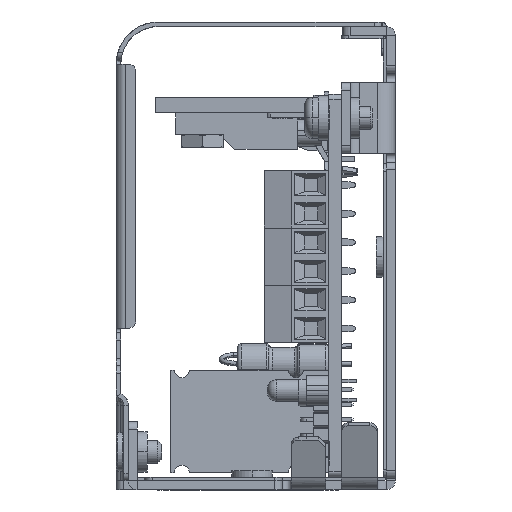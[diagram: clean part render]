
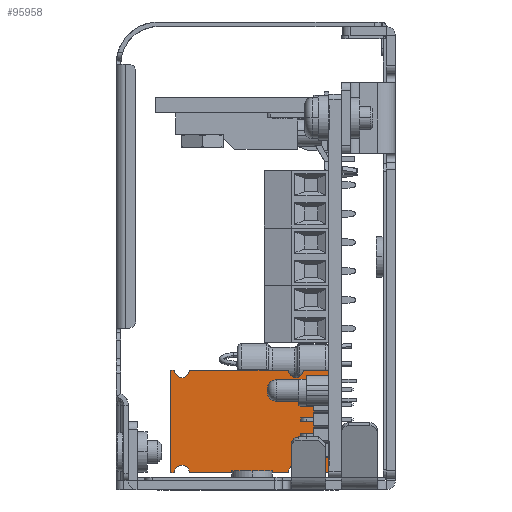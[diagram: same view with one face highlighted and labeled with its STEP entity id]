
A CAD part, left-side view. The second image highlights one B-rep face of the part: STEP entity #95958.
In plain terms, the highlighted planar face has unit normal (-1, 0, 0).
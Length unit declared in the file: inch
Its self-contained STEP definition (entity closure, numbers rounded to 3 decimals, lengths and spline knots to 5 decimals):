
#49 = DIRECTION ( 'NONE',  ( 0., 1., 0. ) ) ;
#207 = EDGE_CURVE ( 'NONE', #79297, #135409, #33653, .T. ) ;
#1240 = FACE_OUTER_BOUND ( 'NONE', #38708, .T. ) ;
#1417 = CARTESIAN_POINT ( 'NONE',  ( -0.97638, 0.51181, 0.57677 ) ) ;
#1468 = EDGE_CURVE ( 'NONE', #128593, #27723, #21522, .T. ) ;
#4736 = CARTESIAN_POINT ( 'NONE',  ( -0.97638, 0.43307, 0.04134 ) ) ;
#5334 = DIRECTION ( 'NONE',  ( 0., -1., 0. ) ) ;
#6000 = CARTESIAN_POINT ( 'NONE',  ( -0.97638, 0.29921, 0.04134 ) ) ;
#7322 = CARTESIAN_POINT ( 'NONE',  ( -0.97638, 0.29921, 0.57677 ) ) ;
#8895 = LINE ( 'NONE', #129370, #27204 ) ;
#9155 = LINE ( 'NONE', #46860, #113117 ) ;
#10708 = EDGE_CURVE ( 'NONE', #86775, #134792, #9155, .T. ) ;
#19337 = CARTESIAN_POINT ( 'NONE',  ( -0.97638, 1.1063, 0.04134 ) ) ;
#20171 = DIRECTION ( 'NONE',  ( 0., -1., 0. ) ) ;
#21522 = LINE ( 'NONE', #36366, #109391 ) ;
#22396 = AXIS2_PLACEMENT_3D ( 'NONE', #131963, #91033, #144184 ) ;
#24915 = ORIENTED_EDGE ( 'NONE', *, *, #207, .T. ) ;
#25336 = CARTESIAN_POINT ( 'NONE',  ( -0.97638, 1.02756, 0.57677 ) ) ;
#27160 = CARTESIAN_POINT ( 'NONE',  ( -0.97638, 0.51181, 0.57677 ) ) ;
#27204 = VECTOR ( 'NONE', #49151, 39.37008 ) ;
#27723 = VERTEX_POINT ( 'NONE', #111701 ) ;
#28679 = VERTEX_POINT ( 'NONE', #48616 ) ;
#33406 = CARTESIAN_POINT ( 'NONE',  ( -0.97638, 0.51181, 0.04134 ) ) ;
#33502 = AXIS2_PLACEMENT_3D ( 'NONE', #96260, #149377, #5334 ) ;
#33653 = CIRCLE ( 'NONE', #22396, 0.03937 ) ;
#33742 = DIRECTION ( 'NONE',  ( 0., 1., 0. ) ) ;
#36366 = CARTESIAN_POINT ( 'NONE',  ( -0.97638, 0.29921, 0.57677 ) ) ;
#37882 = CARTESIAN_POINT ( 'NONE',  ( -0.97638, 1.1063, 0.57677 ) ) ;
#38424 = ORIENTED_EDGE ( 'NONE', *, *, #112195, .T. ) ;
#38708 = EDGE_LOOP ( 'NONE', ( #40758, #88942, #130078, #53412, #97820, #87559, #126996, #24915, #68958, #38424, #108116, #79327 ) ) ;
#40758 = ORIENTED_EDGE ( 'NONE', *, *, #107142, .T. ) ;
#44949 = VERTEX_POINT ( 'NONE', #1417 ) ;
#46439 = EDGE_CURVE ( 'NONE', #98936, #54887, #114184, .T. ) ;
#46860 = CARTESIAN_POINT ( 'NONE',  ( -0.97638, 1.12598, 0.57677 ) ) ;
#47783 = DIRECTION ( 'NONE',  ( 0., 1., 0. ) ) ;
#48616 = CARTESIAN_POINT ( 'NONE',  ( -0.97638, 1.02756, 0.04134 ) ) ;
#49151 = DIRECTION ( 'NONE',  ( 0., -1., 0. ) ) ;
#53412 = ORIENTED_EDGE ( 'NONE', *, *, #10708, .T. ) ;
#54887 = VERTEX_POINT ( 'NONE', #37882 ) ;
#56884 = VERTEX_POINT ( 'NONE', #19337 ) ;
#59330 = DIRECTION ( 'NONE',  ( 0., 0., 1. ) ) ;
#60583 = DIRECTION ( 'NONE',  ( 0., 0., 1. ) ) ;
#61273 = EDGE_CURVE ( 'NONE', #54887, #86775, #79589, .T. ) ;
#61445 = AXIS2_PLACEMENT_3D ( 'NONE', #164695, #70590, #33742 ) ;
#68396 = LINE ( 'NONE', #145115, #76986 ) ;
#68958 = ORIENTED_EDGE ( 'NONE', *, *, #96621, .T. ) ;
#70590 = DIRECTION ( 'NONE',  ( 1., 0., 0. ) ) ;
#72067 = CARTESIAN_POINT ( 'NONE',  ( -0.97638, 0.43307, 0.04134 ) ) ;
#76986 = VECTOR ( 'NONE', #146824, 39.37008 ) ;
#79297 = VERTEX_POINT ( 'NONE', #33406 ) ;
#79327 = ORIENTED_EDGE ( 'NONE', *, *, #158031, .T. ) ;
#79589 = LINE ( 'NONE', #90127, #114301 ) ;
#80507 = DIRECTION ( 'NONE',  ( 0., 1., 0. ) ) ;
#82109 = CARTESIAN_POINT ( 'NONE',  ( -0.97638, 1.12598, 0.04134 ) ) ;
#82490 = VECTOR ( 'NONE', #59330, 39.37008 ) ;
#83353 = EDGE_CURVE ( 'NONE', #28679, #79297, #68396, .T. ) ;
#86775 = VERTEX_POINT ( 'NONE', #94306 ) ;
#86818 = DIRECTION ( 'NONE',  ( 0., -1., 0. ) ) ;
#87559 = ORIENTED_EDGE ( 'NONE', *, *, #158336, .T. ) ;
#88942 = ORIENTED_EDGE ( 'NONE', *, *, #46439, .T. ) ;
#90127 = CARTESIAN_POINT ( 'NONE',  ( -0.97638, 1.1063, 0.57677 ) ) ;
#91033 = DIRECTION ( 'NONE',  ( 1., 0., 0. ) ) ;
#94306 = CARTESIAN_POINT ( 'NONE',  ( -0.97638, 1.12598, 0.57677 ) ) ;
#95958 = ADVANCED_FACE ( 'NONE', ( #1240 ), #108630, .T. ) ;
#96260 = CARTESIAN_POINT ( 'NONE',  ( -0.97638, 0.47244, 0.57677 ) ) ;
#96621 = EDGE_CURVE ( 'NONE', #135409, #132087, #140822, .T. ) ;
#96959 = EDGE_CURVE ( 'NONE', #134792, #56884, #8895, .T. ) ;
#97820 = ORIENTED_EDGE ( 'NONE', *, *, #96959, .T. ) ;
#98936 = VERTEX_POINT ( 'NONE', #25336 ) ;
#99670 = CARTESIAN_POINT ( 'NONE',  ( -0.97638, 1.06693, 0.57677 ) ) ;
#100576 = CIRCLE ( 'NONE', #61445, 0.03937 ) ;
#103186 = CIRCLE ( 'NONE', #33502, 0.03937 ) ;
#107142 = EDGE_CURVE ( 'NONE', #44949, #98936, #159861, .T. ) ;
#108116 = ORIENTED_EDGE ( 'NONE', *, *, #1468, .T. ) ;
#108630 = PLANE ( 'NONE',  #121773 ) ;
#109113 = LINE ( 'NONE', #6000, #82490 ) ;
#109391 = VECTOR ( 'NONE', #47783, 39.37008 ) ;
#111701 = CARTESIAN_POINT ( 'NONE',  ( -0.97638, 0.43307, 0.57677 ) ) ;
#112195 = EDGE_CURVE ( 'NONE', #132087, #128593, #109113, .T. ) ;
#113117 = VECTOR ( 'NONE', #153250, 39.37008 ) ;
#114184 = CIRCLE ( 'NONE', #130895, 0.03937 ) ;
#114301 = VECTOR ( 'NONE', #49, 39.37008 ) ;
#121773 = AXIS2_PLACEMENT_3D ( 'NONE', #152166, #164420, #60583 ) ;
#124523 = VECTOR ( 'NONE', #86818, 39.37008 ) ;
#126996 = ORIENTED_EDGE ( 'NONE', *, *, #83353, .T. ) ;
#127617 = CARTESIAN_POINT ( 'NONE',  ( -0.97638, 0.29921, 0.04134 ) ) ;
#128593 = VERTEX_POINT ( 'NONE', #7322 ) ;
#129370 = CARTESIAN_POINT ( 'NONE',  ( -0.97638, 1.12598, 0.04134 ) ) ;
#130078 = ORIENTED_EDGE ( 'NONE', *, *, #61273, .T. ) ;
#130895 = AXIS2_PLACEMENT_3D ( 'NONE', #99670, #168574, #20171 ) ;
#131963 = CARTESIAN_POINT ( 'NONE',  ( -0.97638, 0.47244, 0.04134 ) ) ;
#132087 = VERTEX_POINT ( 'NONE', #127617 ) ;
#134792 = VERTEX_POINT ( 'NONE', #82109 ) ;
#135409 = VERTEX_POINT ( 'NONE', #4736 ) ;
#140822 = LINE ( 'NONE', #72067, #124523 ) ;
#144184 = DIRECTION ( 'NONE',  ( 0., 1., 0. ) ) ;
#145115 = CARTESIAN_POINT ( 'NONE',  ( -0.97638, 1.02756, 0.04134 ) ) ;
#146824 = DIRECTION ( 'NONE',  ( 0., -1., 0. ) ) ;
#149377 = DIRECTION ( 'NONE',  ( 1., 0., 0. ) ) ;
#152166 = CARTESIAN_POINT ( 'NONE',  ( -0.97638, 0.7126, 0.30906 ) ) ;
#153250 = DIRECTION ( 'NONE',  ( 0., 0., -1. ) ) ;
#158031 = EDGE_CURVE ( 'NONE', #27723, #44949, #103186, .T. ) ;
#158336 = EDGE_CURVE ( 'NONE', #56884, #28679, #100576, .T. ) ;
#159861 = LINE ( 'NONE', #27160, #171930 ) ;
#164420 = DIRECTION ( 'NONE',  ( -1., 0., 0. ) ) ;
#164695 = CARTESIAN_POINT ( 'NONE',  ( -0.97638, 1.06693, 0.04134 ) ) ;
#168574 = DIRECTION ( 'NONE',  ( 1., 0., 0. ) ) ;
#171930 = VECTOR ( 'NONE', #80507, 39.37008 ) ;
